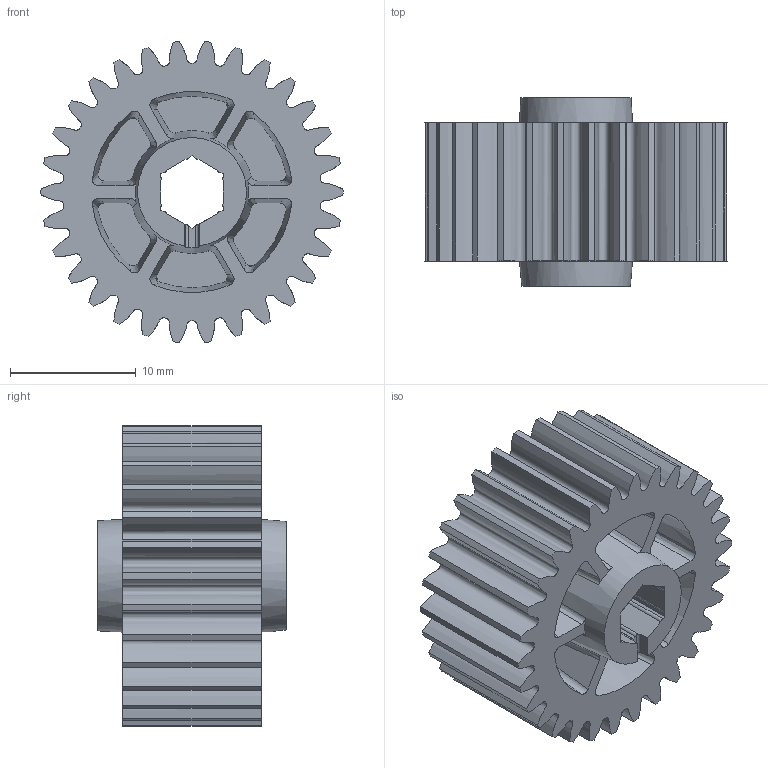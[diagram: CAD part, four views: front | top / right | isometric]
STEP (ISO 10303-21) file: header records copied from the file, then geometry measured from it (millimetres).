
FILE_DESCRIPTION(/* description */ ('STEP AP242','CAx-IF Rec.Pracs.---Representation and Presentation of Product Manufacturing Information (PMI)---4.0---2014-10-13','CAx-IF Rec.Pracs.---3D Tessellated Geometry---0.4---2014-09-14','2;1'),/* implementation_level */ '2;1');
FILE_NAME(/* name */ '668c87661ccbe10d719d8066',/* time_stamp */ '2024-07-09T00:42:14Z',/* author */ (''),/* organization */ (''),/* preprocessor_version */ 'ST-DEVELOPER v20',/* originating_system */ ' ',/* authorisation */ ' ');
FILE_SCHEMA (('AP242_MANAGED_MODEL_BASED_3D_ENGINEERING_MIM_LF { 1 0 10303 442 1 1 4 }'));
Length unit declared in the file: metre
Products named in the file (1): REV-41-1332_Default
Bounding box: 24 x 15 x 23.92 mm (x, y, z)
Volume: 3349 mm3; surface area: 3419.2 mm2
Topology: 1 solids, 1 shells, 202 faces, 598 edges, 398 vertices
Faces by surface type: bspline 75, plane 64, cylinder 49, cone 14
Entity records: 13875 total; most frequent: CARTESIAN_POINT 8957, ORIENTED_EDGE 1188, DIRECTION 803, EDGE_CURVE 594, VERTEX_POINT 396, AXIS2_PLACEMENT_3D 302, B_SPLINE_CURVE_WITH_KNOTS 221, EDGE_LOOP 206
